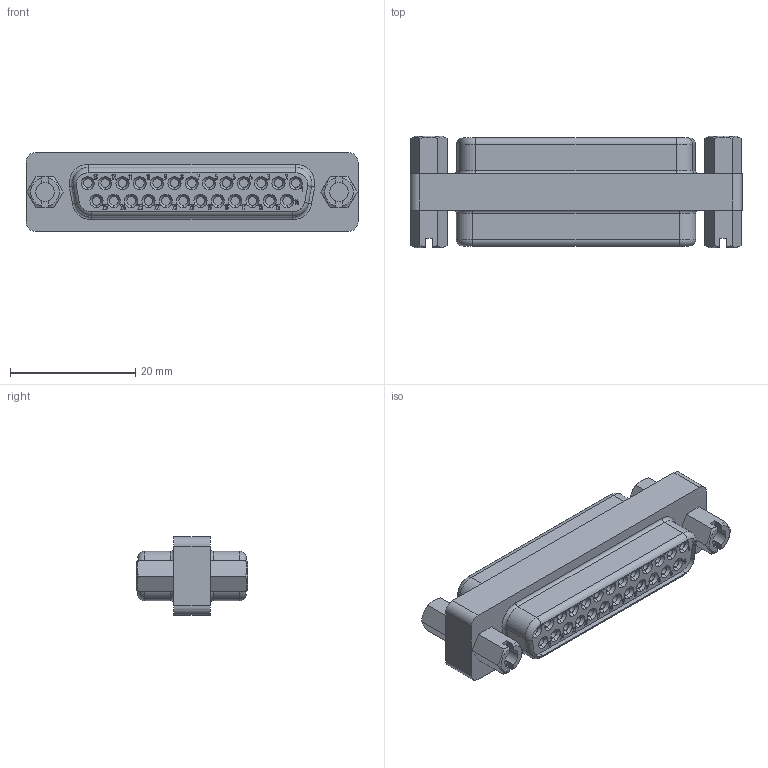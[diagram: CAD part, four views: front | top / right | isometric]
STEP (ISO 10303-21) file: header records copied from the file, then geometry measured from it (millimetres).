
FILE_DESCRIPTION(('Creo Elements/Direct Modeling STEP Export'),'2;1');
FILE_NAME('model.stp','2019-09-13T12:30:52',(''),(''),'Creo Elements/Direct Modeling STEP processor for AP214 (Solid Model)','Creo Elements/Direct Modeling 20.1A 29-Sep-2018 (C) Parametric Technology GmbH','');
FILE_SCHEMA(('AUTOMOTIVE_DESIGN { 1 0 10303 214 1 1 1 1 }'));
Products named in the file (2): VS-25-GC-BU-BU
Assembly tree (1 placements, depth 2):
  VS-25-GC-BU-BU
    VS-25-GC-BU-BU
Bounding box: 53.06 x 17.8 x 12.55 mm (x, y, z)
Volume: 6860.7 mm3; surface area: 4797.6 mm2
Topology: 1 solids, 1 shells, 2362 faces, 6464 edges, 4264 vertices
Faces by surface type: plane 1864, cylinder 332, cone 108, extrusion 42, torus 16
Entity records: 94195 total; most frequent: CARTESIAN_POINT 15646, ORIENTED_EDGE 12928, DIRECTION 11370, EDGE_CURVE 6464, VECTOR 5562, LINE 5520, VERTEX_POINT 4264, AXIS2_PLACEMENT_3D 2904
